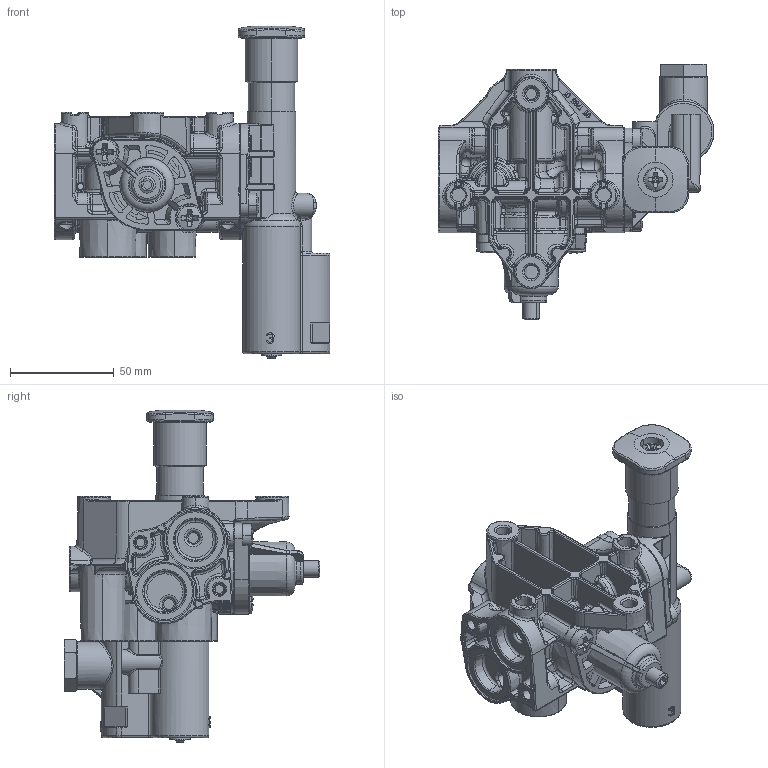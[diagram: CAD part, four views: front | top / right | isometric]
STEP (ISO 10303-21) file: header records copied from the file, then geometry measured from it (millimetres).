
FILE_DESCRIPTION((''),'2;1');
FILE_NAME('352075031_SW','2012-05-21T',('engelg'),(''),'PRO/ENGINEER BY PARAMETRIC TECHNOLOGY CORPORATION, 2010230','PRO/ENGINEER BY PARAMETRIC TECHNOLOGY CORPORATION, 2010230','');
FILE_SCHEMA(('AUTOMOTIVE_DESIGN_CC2 { 1 2 10303 214 -1 1 5 2 }'));
Products named in the file (1): 352075031_SW
Bounding box: 133.25 x 123.6 x 160.3 mm (x, y, z)
Surface area: 127172.6 mm2 (no closed solid volume)
Topology: 0 solids, 104 shells, 3091 faces, 10207 edges, 6979 vertices
Faces by surface type: cylinder 861, bspline 788, plane 523, torus 432, cone 269, sphere 218
Entity records: 177870 total; most frequent: CARTESIAN_POINT 78129, ORIENTED_EDGE 16426, DIRECTION 14076, EDGE_CURVE 10165, VERTEX_POINT 6979, AXIS2_PLACEMENT_3D 5541, B_SPLINE_CURVE_WITH_KNOTS 3933, CIRCLE 3238
